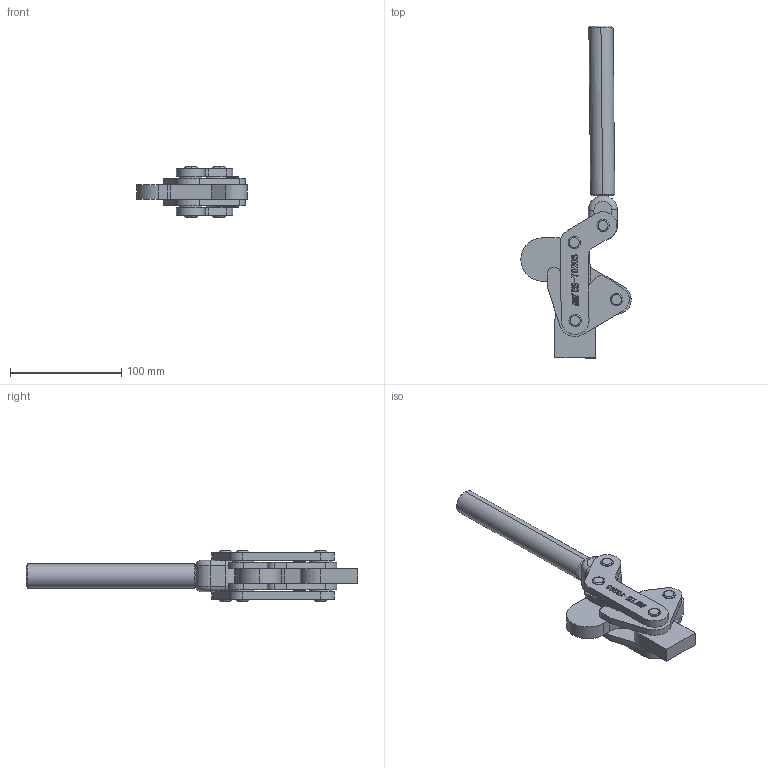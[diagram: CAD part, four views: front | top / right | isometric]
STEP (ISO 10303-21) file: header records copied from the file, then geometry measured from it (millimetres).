
FILE_DESCRIPTION (( 'STEP AP203' ), '1' );
FILE_NAME ('HS-70203 装配体.STEP', '2018-12-07T08:28:13', ( 'PCOS' ), ( '微软中国' ), 'SwSTEP 2.0', 'SolidWorks 2012', '' );
FILE_SCHEMA (( 'CONFIG_CONTROL_DESIGN' ));
Length unit declared in the file: millimetre
Products named in the file (11): HS-70203 蚾饜极; 蟀裝; 釱; 揤參; 种粣; 种2; 种1; 忒梟; 忒參; 菜え; 菁釱
Assembly tree (20 placements, depth 2):
  HS-70203 蚾饜极
    菁釱
    菜え  x7
    忒參
    忒梟  x2
    种1
    种2  x3
    种粣
    揤參
    釱
    蟀裝  x2
Bounding box: 99.2 x 298.46 x 45 mm (x, y, z)
Volume: 235705.9 mm3; surface area: 80312.3 mm2
Topology: 22 solids, 22 shells, 912 faces, 2386 edges, 1580 vertices
Faces by surface type: plane 412, bspline 286, cylinder 186, torus 20, cone 8
Entity records: 22560 total; most frequent: CARTESIAN_POINT 9771, ORIENTED_EDGE 2550, DIRECTION 1963, EDGE_CURVE 1275, VERTEX_POINT 842, VECTOR 751, LINE 751, AXIS2_PLACEMENT_3D 606
